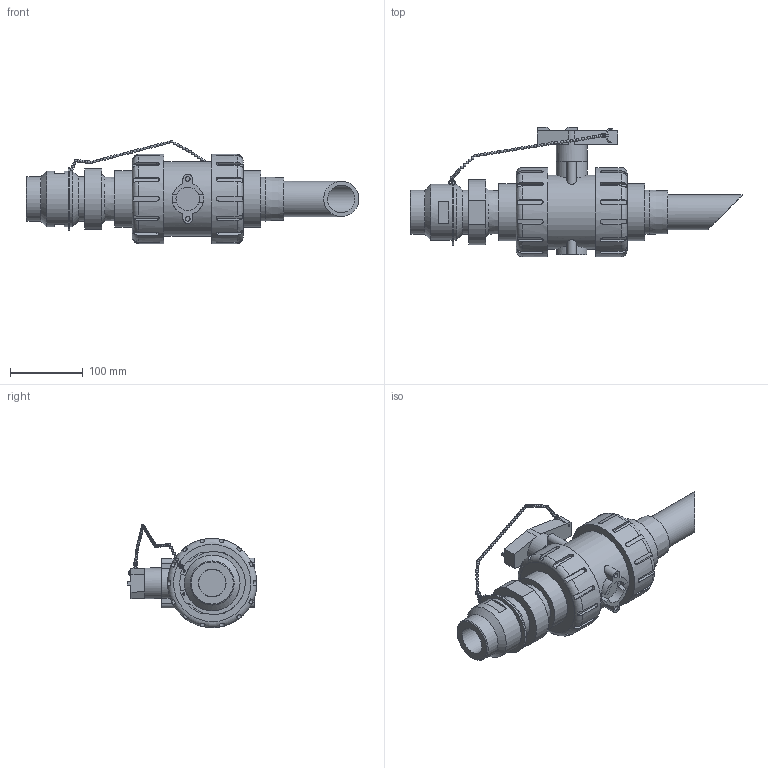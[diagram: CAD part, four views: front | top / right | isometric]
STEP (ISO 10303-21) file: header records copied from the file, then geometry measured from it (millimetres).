
FILE_DESCRIPTION(/* description */ (''),/* implementation_level */ '2;1');
FILE_NAME(/* name */ 'CS-20A20A-4IA-BBBV_R0.stp',/* time_stamp */ '2024-11-07T09:05:13-05:00',/* author */ ('SalesDesk5'),/* organization */ (''),/* preprocessor_version */ 'ST-DEVELOPER v20',/* originating_system */ 'Autodesk Inventor 2025',/* authorisation */ '');
FILE_SCHEMA (('CONFIG_CONTROL_DESIGN'));
Length unit declared in the file: inch
Products named in the file (1): Part2
Bounding box: 454.91 x 177.65 x 141.5 mm (x, y, z)
Volume: 2233270.2 mm3; surface area: 314840 mm2
Topology: 19 solids, 19 shells, 431 faces, 1125 edges, 743 vertices
Faces by surface type: plane 211, cylinder 142, sphere 63, cone 10, torus 5
Full cylindrical faces by diameter (mm): 0.9 x54, 3 x2, 3.302 x1, 3.8 x2, 4 x2, 6.5 x4, 32.25 x1, 37.49 x1, 38.1 x1, 41.999 x1, 48.26 x1, 49.022 x2, 49.251 x1, 52.934 x1, 57.252 x1, 60.325 x5, 69.088 x1, 76.2 x2, 78.001 x2, 101.501 x1, 122.301 x2
Entity records: 15171 total; most frequent: CARTESIAN_POINT 3821, DIRECTION 2364, ORIENTED_EDGE 2232, EDGE_CURVE 1116, AXIS2_PLACEMENT_3D 944, VERTEX_POINT 743, CIRCLE 509, EDGE_LOOP 477
